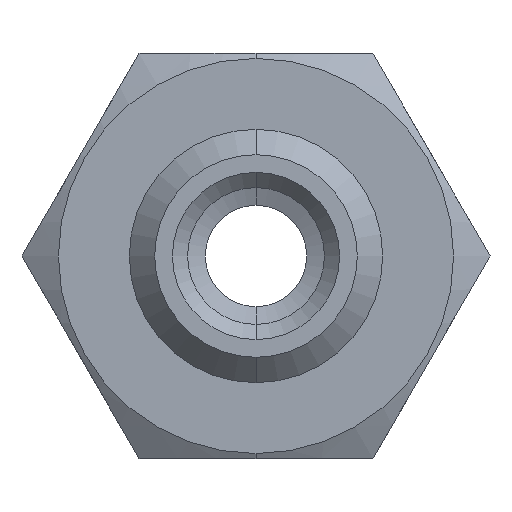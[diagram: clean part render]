
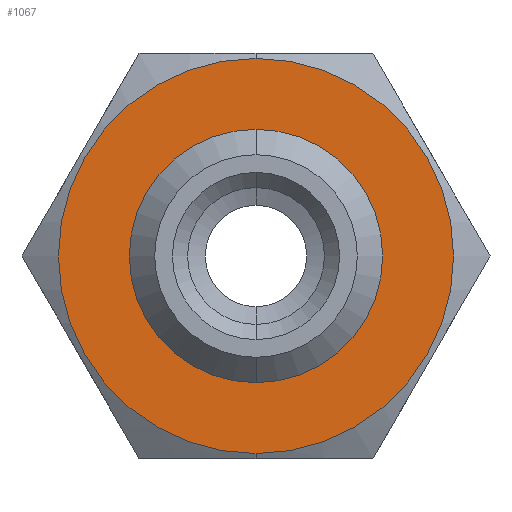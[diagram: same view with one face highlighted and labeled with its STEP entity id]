
A CAD part, front view. The second image highlights one B-rep face of the part: STEP entity #1067.
In plain terms, the highlighted planar face has unit normal (0, -1, 0).
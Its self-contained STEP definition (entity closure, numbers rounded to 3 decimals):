
#285 = VERTEX_POINT ( 'NONE', #2038 ) ;
#286 = VERTEX_POINT ( 'NONE', #2037 ) ;
#292 = VERTEX_POINT ( 'NONE', #2031 ) ;
#293 = VERTEX_POINT ( 'NONE', #2030 ) ;
#464 = ORIENTED_EDGE ( 'NONE', *, *, #964, .F. ) ;
#465 = ORIENTED_EDGE ( 'NONE', *, *, #1033, .T. ) ;
#467 = ORIENTED_EDGE ( 'NONE', *, *, #963, .T. ) ;
#469 = ORIENTED_EDGE ( 'NONE', *, *, #1040, .F. ) ;
#599 = EDGE_LOOP ( 'NONE', ( #467, #465 ) ) ;
#600 = EDGE_LOOP ( 'NONE', ( #469, #464 ) ) ;
#702 = FACE_BOUND ( 'NONE', #600, .T. ) ;
#703 = FACE_OUTER_BOUND ( 'NONE', #599, .T. ) ;
#746 = CIRCLE ( 'NONE', #860, 2.5 ) ;
#765 = CIRCLE ( 'NONE', #781, 3.9 ) ;
#781 = AXIS2_PLACEMENT_3D ( 'NONE', #1683, #1684, #1685 ) ;
#860 = AXIS2_PLACEMENT_3D ( 'NONE', #1718, #1719, #1720 ) ;
#869 = AXIS2_PLACEMENT_3D ( 'NONE', #1792, #1793, #1794 ) ;
#963 = EDGE_CURVE ( 'NONE', #286, #285, #1155, .T. ) ;
#964 = EDGE_CURVE ( 'NONE', #293, #292, #1153, .T. ) ;
#1033 = EDGE_CURVE ( 'NONE', #285, #286, #765, .T. ) ;
#1040 = EDGE_CURVE ( 'NONE', #292, #293, #746, .T. ) ;
#1067 = ADVANCED_FACE ( 'NONE', ( #703, #702 ), #1791, .T. ) ;
#1152 = AXIS2_PLACEMENT_3D ( 'NONE', #1452, #1453, #1454 ) ;
#1153 = CIRCLE ( 'NONE', #1152, 2.5 ) ;
#1154 = AXIS2_PLACEMENT_3D ( 'NONE', #1449, #1450, #1451 ) ;
#1155 = CIRCLE ( 'NONE', #1154, 3.9 ) ;
#1449 = CARTESIAN_POINT ( 'NONE',  ( 0., -4., 0. ) ) ;
#1450 = DIRECTION ( 'NONE',  ( 0., -1., 0. ) ) ;
#1451 = DIRECTION ( 'NONE',  ( 0., 0., -1. ) ) ;
#1452 = CARTESIAN_POINT ( 'NONE',  ( 0., -4., 0. ) ) ;
#1453 = DIRECTION ( 'NONE',  ( 0., -1., 0. ) ) ;
#1454 = DIRECTION ( 'NONE',  ( 0., 0., -1. ) ) ;
#1683 = CARTESIAN_POINT ( 'NONE',  ( 0., -4., 0. ) ) ;
#1684 = DIRECTION ( 'NONE',  ( 0., -1., 0. ) ) ;
#1685 = DIRECTION ( 'NONE',  ( 0., 0., -1. ) ) ;
#1718 = CARTESIAN_POINT ( 'NONE',  ( 0., -4., 0. ) ) ;
#1719 = DIRECTION ( 'NONE',  ( 0., -1., 0. ) ) ;
#1720 = DIRECTION ( 'NONE',  ( 0., 0., -1. ) ) ;
#1791 = PLANE ( 'NONE',  #869 ) ;
#1792 = CARTESIAN_POINT ( 'NONE',  ( 3.9, -4., 0. ) ) ;
#1793 = DIRECTION ( 'NONE',  ( 0., -1., 0. ) ) ;
#1794 = DIRECTION ( 'NONE',  ( 0., 0., -1. ) ) ;
#2030 = CARTESIAN_POINT ( 'NONE',  ( 0., -4., 2.5 ) ) ;
#2031 = CARTESIAN_POINT ( 'NONE',  ( 0., -4., -2.5 ) ) ;
#2037 = CARTESIAN_POINT ( 'NONE',  ( 0., -4., 3.9 ) ) ;
#2038 = CARTESIAN_POINT ( 'NONE',  ( 0., -4., -3.9 ) ) ;
